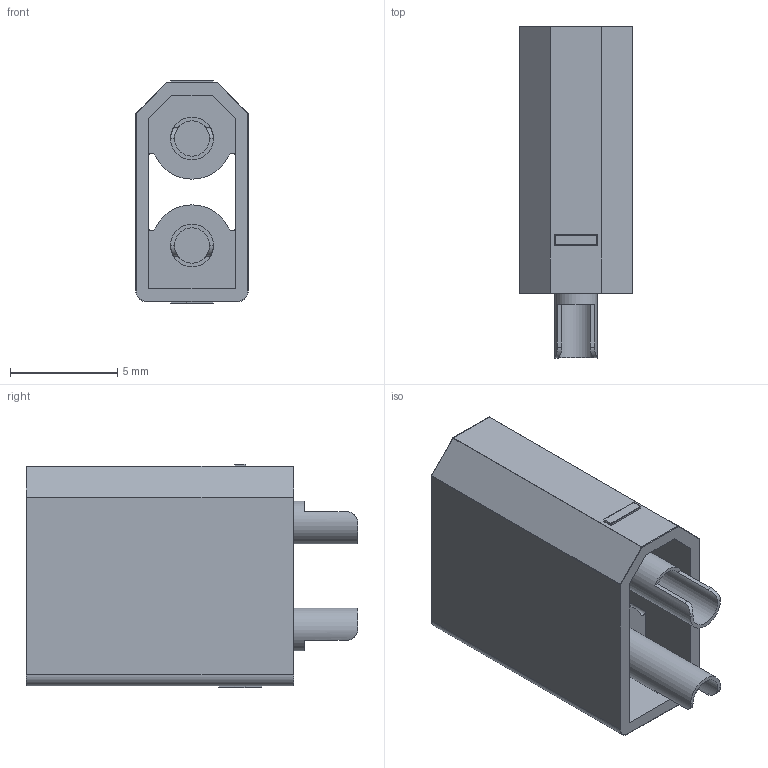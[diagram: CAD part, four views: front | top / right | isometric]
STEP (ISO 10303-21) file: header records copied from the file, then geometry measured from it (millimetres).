
FILE_DESCRIPTION(/* description */ ('STEP AP242','CAx-IF Rec.Pracs.---Representation and Presentation of Product Manufacturing Information (PMI)---4.0---2014-10-13','CAx-IF Rec.Pracs.---3D Tessellated Geometry---0.4---2014-09-14','2;1'),/* implementation_level */ '2;1');
FILE_NAME(/* name */ '673b6c0ec3626576a7dd377e',/* time_stamp */ '2024-11-18T16:32:14Z',/* author */ (''),/* organization */ (''),/* preprocessor_version */ 'ST-DEVELOPER v20',/* originating_system */ 'ONSHAPE BY PTC INC, 1.189',/* authorisation */ ' ');
FILE_SCHEMA (('AP242_MANAGED_MODEL_BASED_3D_ENGINEERING_MIM_LF { 1 0 10303 442 1 1 4 }'));
Length unit declared in the file: metre
Products named in the file (1): Part 1
Bounding box: 5.25 x 15.5 x 10.45 mm (x, y, z)
Volume: 292.1 mm3; surface area: 975.5 mm2
Topology: 1 solids, 1 shells, 168 faces, 410 edges, 246 vertices
Faces by surface type: cylinder 78, plane 60, sphere 16, torus 14
Full cylindrical faces by diameter (mm): 1.65 x2, 2 x4
Entity records: 4989 total; most frequent: DIRECTION 866, CARTESIAN_POINT 863, ORIENTED_EDGE 776, EDGE_CURVE 388, AXIS2_PLACEMENT_3D 329, VERTEX_POINT 234, LINE 208, VECTOR 208
